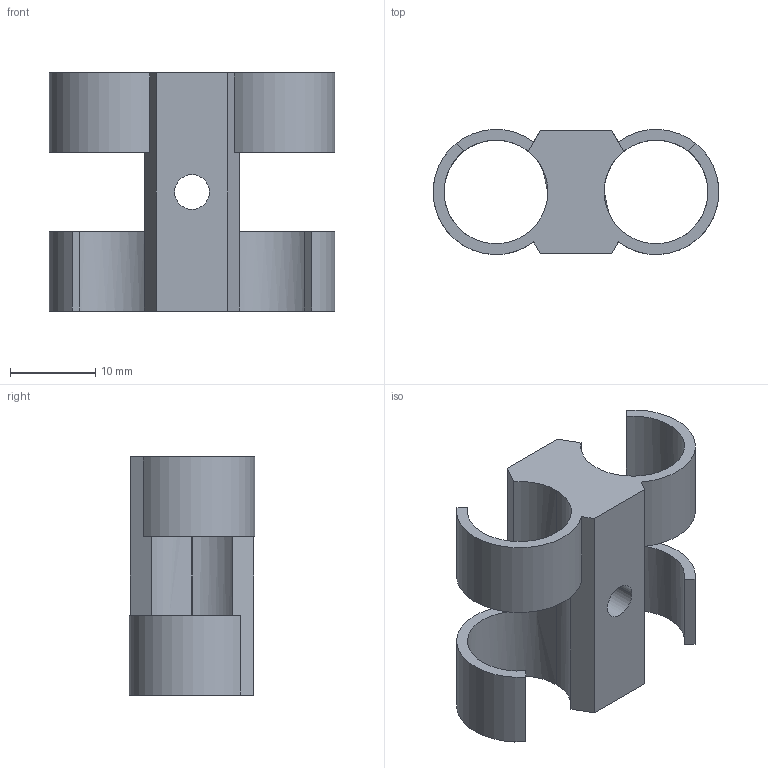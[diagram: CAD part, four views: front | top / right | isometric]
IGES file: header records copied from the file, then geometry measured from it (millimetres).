
Start section:  PTC IGES file: ilc35200300.igs
Global section: file name: ilc35200300.igs; native system: Pro/ENGINEER by Parametric Technology Corporation; preprocessor: 2004290; author: KR; organization: Unknown; date: 050824.094607; units: inch
Bounding box: 33.52 x 14.72 x 27.94 mm (x, y, z)
Surface area: 3586 mm2 (no closed solid volume)
Topology: 0 solids, 0 shells, 26 faces, 144 edges, 144 vertices
Faces by surface type: bspline 16, revolution 10
